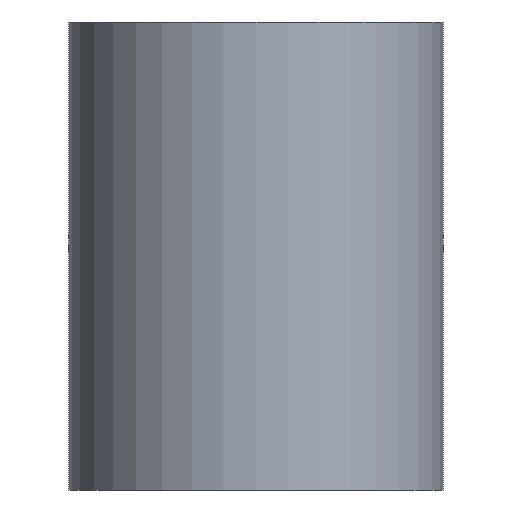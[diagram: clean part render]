
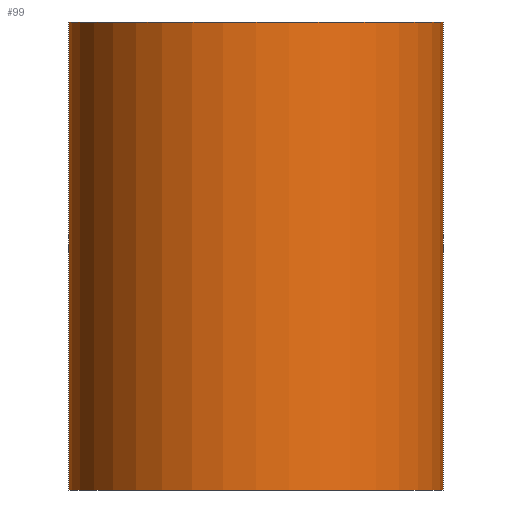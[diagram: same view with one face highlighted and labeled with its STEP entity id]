
A CAD part, front view. The second image highlights one B-rep face of the part: STEP entity #99.
In plain terms, the highlighted cylindrical face has radius 10 mm (diameter 20 mm), a full revolution.
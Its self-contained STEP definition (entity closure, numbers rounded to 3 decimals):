
#99=ADVANCED_FACE('',(#105,#106),#103,.T.);
#103=CYLINDRICAL_SURFACE('',#145,10.);
#105=FACE_BOUND('',#113,.T.);
#106=FACE_BOUND('',#114,.T.);
#113=EDGE_LOOP('',(#121));
#114=EDGE_LOOP('',(#122));
#121=ORIENTED_EDGE('',*,*,#133,.F.);
#122=ORIENTED_EDGE('',*,*,#134,.T.);
#129=VERTEX_POINT('',#174);
#130=VERTEX_POINT('',#176);
#133=EDGE_CURVE('',#129,#129,#137,.T.);
#134=EDGE_CURVE('',#130,#130,#138,.T.);
#137=CIRCLE('',#143,10.);
#138=CIRCLE('',#144,10.);
#143=AXIS2_PLACEMENT_3D('',#173,#155,#156);
#144=AXIS2_PLACEMENT_3D('',#175,#157,#158);
#145=AXIS2_PLACEMENT_3D('',#177,#159,#160);
#155=DIRECTION('',(0.,0.,1.));
#156=DIRECTION('',(1.,0.,0.));
#157=DIRECTION('',(0.,0.,1.));
#158=DIRECTION('',(1.,0.,0.));
#159=DIRECTION('',(0.,0.,-1.));
#160=DIRECTION('',(-1.,0.,0.));
#173=CARTESIAN_POINT('',(0.,0.,25.));
#174=CARTESIAN_POINT('',(10.,0.,25.));
#175=CARTESIAN_POINT('',(0.,0.,0.));
#176=CARTESIAN_POINT('',(10.,0.,0.));
#177=CARTESIAN_POINT('',(0.,0.,25.));
